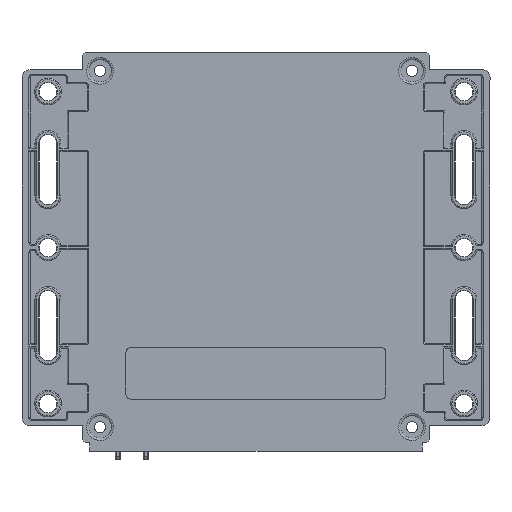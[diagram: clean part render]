
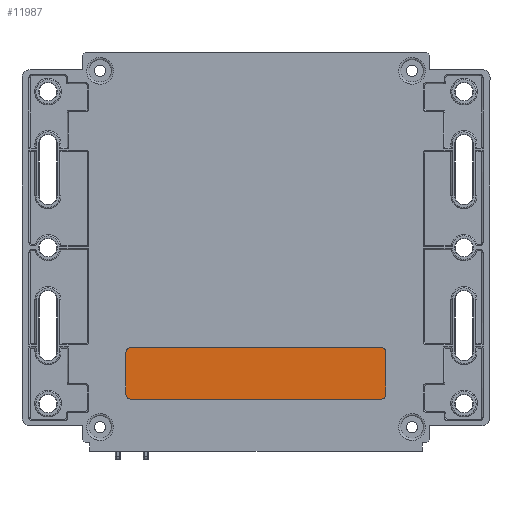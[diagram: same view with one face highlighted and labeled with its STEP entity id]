
A CAD part, front view. The second image highlights one B-rep face of the part: STEP entity #11987.
In plain terms, the highlighted planar face has unit normal (0, -1, 0).
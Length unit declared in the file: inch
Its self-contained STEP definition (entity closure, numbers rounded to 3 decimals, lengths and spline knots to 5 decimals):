
#449=PLANE('',#13028);
#1639=LINE('',#24083,#2730);
#1640=LINE('',#24087,#2731);
#1641=LINE('',#24091,#2732);
#1642=LINE('',#24095,#2733);
#2730=VECTOR('',#15966,2.4);
#2731=VECTOR('',#15969,0.4);
#2732=VECTOR('',#15972,2.4);
#2733=VECTOR('',#15975,0.4);
#3435=FACE_OUTER_BOUND('',#4156,.T.);
#4156=EDGE_LOOP('',(#10474,#10475,#10476,#10477,#10478,#10479,#10480,#10481));
#4864=CIRCLE('',#13029,0.05);
#4865=CIRCLE('',#13030,0.05);
#4866=CIRCLE('',#13031,0.05);
#4867=CIRCLE('',#13032,0.05);
#5944=VERTEX_POINT('',#24081);
#5945=VERTEX_POINT('',#24082);
#5946=VERTEX_POINT('',#24084);
#5947=VERTEX_POINT('',#24086);
#5948=VERTEX_POINT('',#24088);
#5949=VERTEX_POINT('',#24090);
#5950=VERTEX_POINT('',#24092);
#5951=VERTEX_POINT('',#24094);
#7550=EDGE_CURVE('',#5944,#5945,#1639,.T.);
#7551=EDGE_CURVE('',#5945,#5946,#4864,.T.);
#7552=EDGE_CURVE('',#5946,#5947,#1640,.T.);
#7553=EDGE_CURVE('',#5947,#5948,#4865,.T.);
#7554=EDGE_CURVE('',#5948,#5949,#1641,.T.);
#7555=EDGE_CURVE('',#5949,#5950,#4866,.T.);
#7556=EDGE_CURVE('',#5950,#5951,#1642,.T.);
#7557=EDGE_CURVE('',#5951,#5944,#4867,.T.);
#10474=ORIENTED_EDGE('',*,*,#7550,.T.);
#10475=ORIENTED_EDGE('',*,*,#7551,.T.);
#10476=ORIENTED_EDGE('',*,*,#7552,.T.);
#10477=ORIENTED_EDGE('',*,*,#7553,.T.);
#10478=ORIENTED_EDGE('',*,*,#7554,.T.);
#10479=ORIENTED_EDGE('',*,*,#7555,.T.);
#10480=ORIENTED_EDGE('',*,*,#7556,.T.);
#10481=ORIENTED_EDGE('',*,*,#7557,.T.);
#11987=ADVANCED_FACE('',(#3435),#449,.T.);
#13028=AXIS2_PLACEMENT_3D('',#24080,#15964,#15965);
#13029=AXIS2_PLACEMENT_3D('',#24085,#15967,#15968);
#13030=AXIS2_PLACEMENT_3D('',#24089,#15970,#15971);
#13031=AXIS2_PLACEMENT_3D('',#24093,#15973,#15974);
#13032=AXIS2_PLACEMENT_3D('',#24096,#15976,#15977);
#15964=DIRECTION('center_axis',(0.,-1.,0.));
#15965=DIRECTION('ref_axis',(0.,0.,-1.));
#15966=DIRECTION('',(-1.,0.,0.));
#15967=DIRECTION('center_axis',(0.,-1.,0.));
#15968=DIRECTION('ref_axis',(0.,0.,1.));
#15969=DIRECTION('',(0.,0.,-1.));
#15970=DIRECTION('center_axis',(0.,-1.,0.));
#15971=DIRECTION('ref_axis',(0.,0.,1.));
#15972=DIRECTION('',(1.,0.,0.));
#15973=DIRECTION('center_axis',(0.,-1.,0.));
#15974=DIRECTION('ref_axis',(0.,0.,1.));
#15975=DIRECTION('',(0.,0.,1.));
#15976=DIRECTION('center_axis',(0.,-1.,0.));
#15977=DIRECTION('ref_axis',(0.,0.,1.));
#24080=CARTESIAN_POINT('Origin',(0.,-0.18685,0.));
#24081=CARTESIAN_POINT('',(1.2,-0.18685,-0.95825));
#24082=CARTESIAN_POINT('',(-1.2,-0.18685,-0.95825));
#24083=CARTESIAN_POINT('',(1.2,-0.18685,-0.95825));
#24084=CARTESIAN_POINT('',(-1.25,-0.18685,-1.00825));
#24085=CARTESIAN_POINT('Origin',(-1.2,-0.18685,-1.00825));
#24086=CARTESIAN_POINT('',(-1.25,-0.18685,-1.40825));
#24087=CARTESIAN_POINT('',(-1.25,-0.18685,-1.00825));
#24088=CARTESIAN_POINT('',(-1.2,-0.18685,-1.45825));
#24089=CARTESIAN_POINT('Origin',(-1.2,-0.18685,-1.40825));
#24090=CARTESIAN_POINT('',(1.2,-0.18685,-1.45825));
#24091=CARTESIAN_POINT('',(-1.2,-0.18685,-1.45825));
#24092=CARTESIAN_POINT('',(1.25,-0.18685,-1.40825));
#24093=CARTESIAN_POINT('Origin',(1.2,-0.18685,-1.40825));
#24094=CARTESIAN_POINT('',(1.25,-0.18685,-1.00825));
#24095=CARTESIAN_POINT('',(1.25,-0.18685,-1.40825));
#24096=CARTESIAN_POINT('Origin',(1.2,-0.18685,-1.00825));
